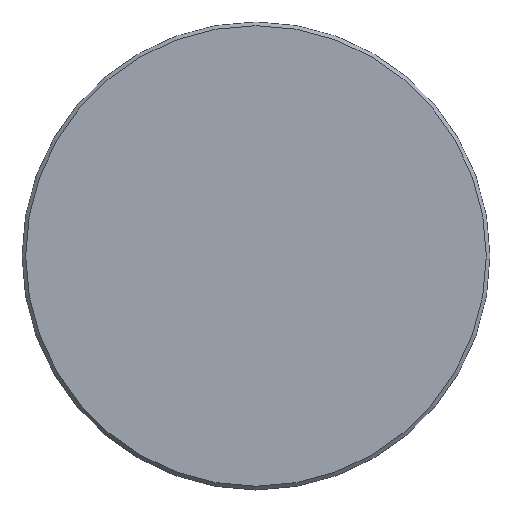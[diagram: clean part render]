
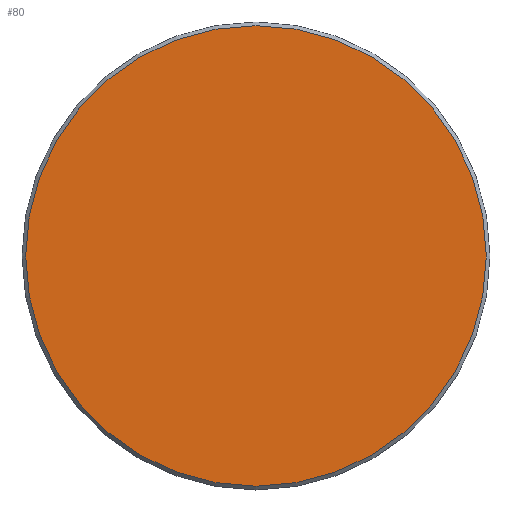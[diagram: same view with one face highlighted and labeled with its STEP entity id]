
A CAD part, top view. The second image highlights one B-rep face of the part: STEP entity #80.
In plain terms, the highlighted planar face has unit normal (0, 0, 1).
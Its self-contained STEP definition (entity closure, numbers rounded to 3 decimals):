
#3 = PLANE ( 'NONE',  #175 ) ;
#23 = AXIS2_PLACEMENT_3D ( 'NONE', #87, #167, #116 ) ;
#47 = DIRECTION ( 'NONE',  ( 0., 0., 1. ) ) ;
#56 = DIRECTION ( 'NONE',  ( 1., 0., 0. ) ) ;
#57 = CARTESIAN_POINT ( 'NONE',  ( 0., 0., 3. ) ) ;
#68 = CARTESIAN_POINT ( 'NONE',  ( 12.5, 0., 3. ) ) ;
#80 = ADVANCED_FACE ( 'NONE', ( #126 ), #3, .T. ) ;
#87 = CARTESIAN_POINT ( 'NONE',  ( 0., 0., 3. ) ) ;
#93 = EDGE_CURVE ( 'NONE', #150, #150, #99, .T. ) ;
#99 = CIRCLE ( 'NONE', #23, 12.5 ) ;
#116 = DIRECTION ( 'NONE',  ( 1., 0., 0. ) ) ;
#126 = FACE_OUTER_BOUND ( 'NONE', #172, .T. ) ;
#150 = VERTEX_POINT ( 'NONE', #68 ) ;
#157 = ORIENTED_EDGE ( 'NONE', *, *, #93, .T. ) ;
#167 = DIRECTION ( 'NONE',  ( 0., 0., 1. ) ) ;
#172 = EDGE_LOOP ( 'NONE', ( #157 ) ) ;
#175 = AXIS2_PLACEMENT_3D ( 'NONE', #57, #47, #56 ) ;
